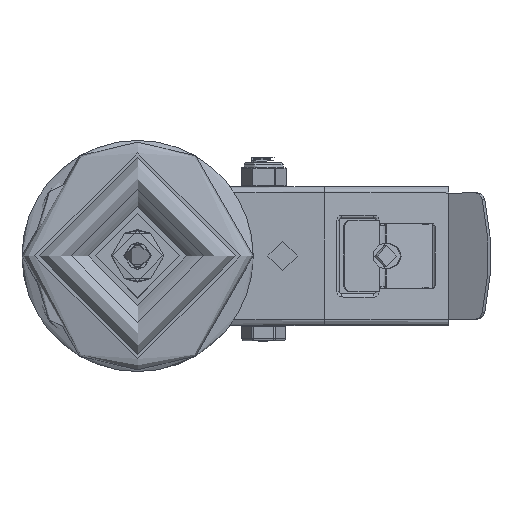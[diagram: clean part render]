
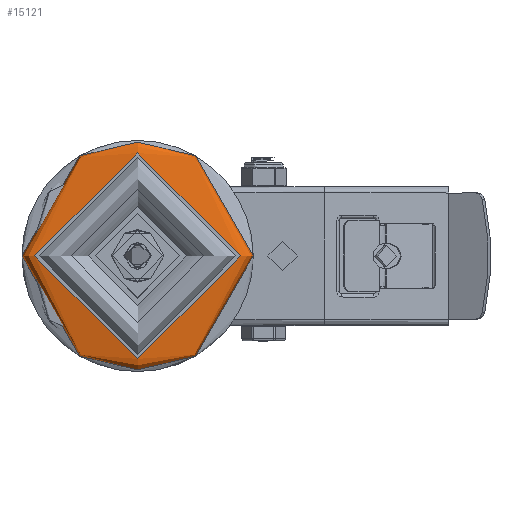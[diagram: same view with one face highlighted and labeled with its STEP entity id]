
A CAD part, top view. The second image highlights one B-rep face of the part: STEP entity #15121.
In plain terms, the highlighted toroidal (fillet/blend) face has major radius 49 mm and minor radius 6 mm.
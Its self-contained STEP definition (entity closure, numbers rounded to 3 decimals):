
#1558=TOROIDAL_SURFACE('',#16239,49.,6.);
#1661=FACE_OUTER_BOUND('',#2575,.T.);
#2575=EDGE_LOOP('',(#10169,#10170,#10171,#10172,#10173));
#5522=CIRCLE('',#16230,55.);
#5523=CIRCLE('',#16231,55.);
#5529=CIRCLE('',#16240,6.);
#5530=CIRCLE('',#16241,49.);
#6262=VERTEX_POINT('',#21974);
#6263=VERTEX_POINT('',#21976);
#6268=VERTEX_POINT('',#21992);
#7782=EDGE_CURVE('',#6262,#6263,#5522,.T.);
#7783=EDGE_CURVE('',#6263,#6262,#5523,.T.);
#7790=EDGE_CURVE('',#6263,#6268,#5529,.T.);
#7791=EDGE_CURVE('',#6268,#6268,#5530,.T.);
#10169=ORIENTED_EDGE('',*,*,#7782,.F.);
#10170=ORIENTED_EDGE('',*,*,#7783,.F.);
#10171=ORIENTED_EDGE('',*,*,#7790,.T.);
#10172=ORIENTED_EDGE('',*,*,#7791,.F.);
#10173=ORIENTED_EDGE('',*,*,#7790,.F.);
#15121=ADVANCED_FACE('',(#1661),#1558,.T.);
#16230=AXIS2_PLACEMENT_3D('',#21977,#17824,#17825);
#16231=AXIS2_PLACEMENT_3D('',#21978,#17826,#17827);
#16239=AXIS2_PLACEMENT_3D('',#21991,#17843,#17844);
#16240=AXIS2_PLACEMENT_3D('',#21993,#17845,#17846);
#16241=AXIS2_PLACEMENT_3D('',#21994,#17847,#17848);
#17824=DIRECTION('center_axis',(0.,0.,-1.));
#17825=DIRECTION('ref_axis',(1.,0.,0.));
#17826=DIRECTION('center_axis',(0.,0.,-1.));
#17827=DIRECTION('ref_axis',(1.,0.,0.));
#17843=DIRECTION('center_axis',(0.,0.,-1.));
#17844=DIRECTION('ref_axis',(-1.,0.,0.));
#17845=DIRECTION('center_axis',(0.,-1.,0.));
#17846=DIRECTION('ref_axis',(1.,0.,0.));
#17847=DIRECTION('center_axis',(0.,0.,1.));
#17848=DIRECTION('ref_axis',(1.,0.,0.));
#21974=CARTESIAN_POINT('',(-55.,0.,-11.25));
#21976=CARTESIAN_POINT('',(55.,0.,-11.25));
#21977=CARTESIAN_POINT('Origin',(0.,0.,-11.25));
#21978=CARTESIAN_POINT('Origin',(0.,0.,-11.25));
#21991=CARTESIAN_POINT('Origin',(0.,0.,-11.25));
#21992=CARTESIAN_POINT('',(49.,0.,-5.25));
#21993=CARTESIAN_POINT('Origin',(49.,0.,-11.25));
#21994=CARTESIAN_POINT('Origin',(0.,0.,-5.25));
